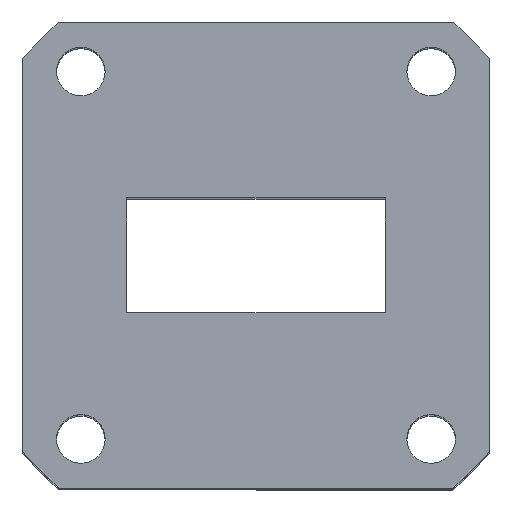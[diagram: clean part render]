
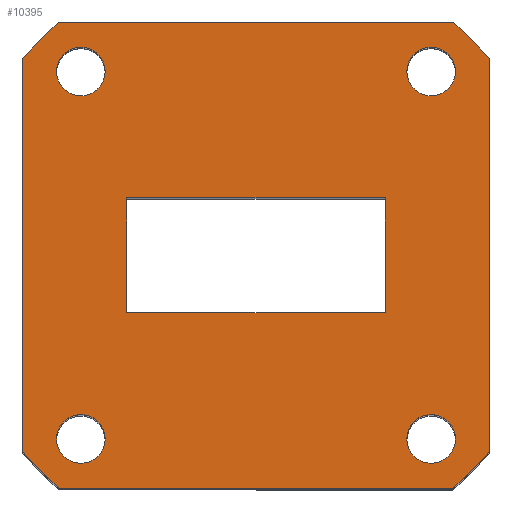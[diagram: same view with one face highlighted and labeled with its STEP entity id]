
A CAD part, top view. The second image highlights one B-rep face of the part: STEP entity #10395.
In plain terms, the highlighted planar face has unit normal (0, 0, 1).
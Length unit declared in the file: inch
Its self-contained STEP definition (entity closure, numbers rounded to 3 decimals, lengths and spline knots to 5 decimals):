
#111 = CARTESIAN_POINT ( 'NONE',  ( 0.6945, -0.64, 0. ) ) ;
#114 = EDGE_CURVE ( 'NONE', #755, #5794, #12317, .T. ) ;
#228 = ORIENTED_EDGE ( 'NONE', *, *, #8090, .F. ) ;
#268 = CARTESIAN_POINT ( 'NONE',  ( -0.45, 0., 0. ) ) ;
#447 = FACE_BOUND ( 'NONE', #5201, .T. ) ;
#582 = LINE ( 'NONE', #3998, #6321 ) ;
#601 = LINE ( 'NONE', #12410, #11777 ) ;
#610 = EDGE_CURVE ( 'NONE', #5039, #4043, #601, .T. ) ;
#755 = VERTEX_POINT ( 'NONE', #9978 ) ;
#875 = VECTOR ( 'NONE', #9543, 39.37008 ) ;
#930 = LINE ( 'NONE', #268, #5819 ) ;
#954 = AXIS2_PLACEMENT_3D ( 'NONE', #7825, #9923, #3450 ) ;
#1001 = DIRECTION ( 'NONE',  ( 1., 0., 0. ) ) ;
#1071 = CARTESIAN_POINT ( 'NONE',  ( -0.68465, -0.8125, 0. ) ) ;
#1108 = FACE_BOUND ( 'NONE', #1826, .T. ) ;
#1116 = CARTESIAN_POINT ( 'NONE',  ( 0., 0., 0. ) ) ;
#1204 = CARTESIAN_POINT ( 'NONE',  ( -0.8125, 0.68465, 0. ) ) ;
#1409 = DIRECTION ( 'NONE',  ( 0., -1., 0. ) ) ;
#1470 = CARTESIAN_POINT ( 'NONE',  ( 0., 0., 0. ) ) ;
#1483 = ORIENTED_EDGE ( 'NONE', *, *, #6165, .F. ) ;
#1651 = EDGE_CURVE ( 'NONE', #10476, #2480, #5803, .T. ) ;
#1687 = DIRECTION ( 'NONE',  ( 0., 0., 1. ) ) ;
#1826 = EDGE_LOOP ( 'NONE', ( #4611 ) ) ;
#1918 = ORIENTED_EDGE ( 'NONE', *, *, #11309, .F. ) ;
#1975 = CARTESIAN_POINT ( 'NONE',  ( 0., -0.8125, 0. ) ) ;
#2164 = EDGE_LOOP ( 'NONE', ( #5874, #7544, #9767, #4721 ) ) ;
#2206 = DIRECTION ( 'NONE',  ( 1., 0., 0. ) ) ;
#2215 = DIRECTION ( 'NONE',  ( 0., 0., 1. ) ) ;
#2378 = CIRCLE ( 'NONE', #954, 1.0625 ) ;
#2467 = PLANE ( 'NONE',  #12797 ) ;
#2480 = VERTEX_POINT ( 'NONE', #11736 ) ;
#2640 = CARTESIAN_POINT ( 'NONE',  ( -0.45, -0.2, 0. ) ) ;
#2781 = CARTESIAN_POINT ( 'NONE',  ( -0.45, 0.2, 0. ) ) ;
#2813 = ORIENTED_EDGE ( 'NONE', *, *, #10594, .F. ) ;
#2949 = AXIS2_PLACEMENT_3D ( 'NONE', #10775, #12878, #1001 ) ;
#2970 = AXIS2_PLACEMENT_3D ( 'NONE', #10484, #2215, #3953 ) ;
#3146 = CARTESIAN_POINT ( 'NONE',  ( 0.8125, 0.68465, 0. ) ) ;
#3152 = DIRECTION ( 'NONE',  ( 0., 0., 1. ) ) ;
#3343 = VERTEX_POINT ( 'NONE', #3146 ) ;
#3450 = DIRECTION ( 'NONE',  ( 1., 0., 0. ) ) ;
#3584 = LINE ( 'NONE', #1975, #875 ) ;
#3875 = DIRECTION ( 'NONE',  ( -1., 0., 0. ) ) ;
#3935 = VERTEX_POINT ( 'NONE', #1071 ) ;
#3953 = DIRECTION ( 'NONE',  ( 1., 0., 0. ) ) ;
#3998 = CARTESIAN_POINT ( 'NONE',  ( 0., 0.2, 0. ) ) ;
#4043 = VERTEX_POINT ( 'NONE', #1204 ) ;
#4056 = DIRECTION ( 'NONE',  ( 1., 0., 0. ) ) ;
#4084 = DIRECTION ( 'NONE',  ( 1., 0., 0. ) ) ;
#4141 = CARTESIAN_POINT ( 'NONE',  ( 0., 0., 0. ) ) ;
#4380 = VERTEX_POINT ( 'NONE', #10553 ) ;
#4464 = CARTESIAN_POINT ( 'NONE',  ( -0.5255, -0.64, 0. ) ) ;
#4611 = ORIENTED_EDGE ( 'NONE', *, *, #7592, .F. ) ;
#4721 = ORIENTED_EDGE ( 'NONE', *, *, #11172, .F. ) ;
#4761 = CARTESIAN_POINT ( 'NONE',  ( 0., -0.2, 0. ) ) ;
#4920 = CIRCLE ( 'NONE', #2949, 1.0625 ) ;
#4980 = FACE_BOUND ( 'NONE', #11584, .T. ) ;
#5039 = VERTEX_POINT ( 'NONE', #12080 ) ;
#5040 = CARTESIAN_POINT ( 'NONE',  ( -0.61, 0.64, 0. ) ) ;
#5111 = LINE ( 'NONE', #4761, #10539 ) ;
#5197 = CIRCLE ( 'NONE', #9490, 1.0625 ) ;
#5201 = EDGE_LOOP ( 'NONE', ( #1918 ) ) ;
#5227 = ORIENTED_EDGE ( 'NONE', *, *, #610, .F. ) ;
#5235 = CARTESIAN_POINT ( 'NONE',  ( 0.8125, 0., 0. ) ) ;
#5483 = AXIS2_PLACEMENT_3D ( 'NONE', #5040, #1687, #10358 ) ;
#5540 = VERTEX_POINT ( 'NONE', #7238 ) ;
#5643 = EDGE_CURVE ( 'NONE', #3935, #5039, #4920, .T. ) ;
#5794 = VERTEX_POINT ( 'NONE', #11931 ) ;
#5803 = CIRCLE ( 'NONE', #12056, 1.0625 ) ;
#5819 = VECTOR ( 'NONE', #1409, 39.37008 ) ;
#5874 = ORIENTED_EDGE ( 'NONE', *, *, #6838, .F. ) ;
#6059 = EDGE_CURVE ( 'NONE', #11264, #11264, #11010, .T. ) ;
#6158 = FACE_OUTER_BOUND ( 'NONE', #10319, .T. ) ;
#6165 = EDGE_CURVE ( 'NONE', #2480, #3935, #3584, .T. ) ;
#6241 = ORIENTED_EDGE ( 'NONE', *, *, #7989, .F. ) ;
#6255 = LINE ( 'NONE', #12987, #9476 ) ;
#6321 = VECTOR ( 'NONE', #7398, 39.37008 ) ;
#6359 = EDGE_CURVE ( 'NONE', #5794, #3343, #2378, .T. ) ;
#6486 = DIRECTION ( 'NONE',  ( 0., 1., 0. ) ) ;
#6740 = CIRCLE ( 'NONE', #5483, 0.0845 ) ;
#6781 = ORIENTED_EDGE ( 'NONE', *, *, #6059, .F. ) ;
#6838 = EDGE_CURVE ( 'NONE', #5540, #4380, #6255, .T. ) ;
#7238 = CARTESIAN_POINT ( 'NONE',  ( 0.45, -0.2, 0. ) ) ;
#7398 = DIRECTION ( 'NONE',  ( -1., 0., 0. ) ) ;
#7541 = VERTEX_POINT ( 'NONE', #7641 ) ;
#7544 = ORIENTED_EDGE ( 'NONE', *, *, #12005, .F. ) ;
#7592 = EDGE_CURVE ( 'NONE', #7541, #7541, #6740, .T. ) ;
#7641 = CARTESIAN_POINT ( 'NONE',  ( -0.5255, 0.64, 0. ) ) ;
#7756 = DIRECTION ( 'NONE',  ( 0., 0., -1. ) ) ;
#7815 = VERTEX_POINT ( 'NONE', #2640 ) ;
#7825 = CARTESIAN_POINT ( 'NONE',  ( 0., 0., 0. ) ) ;
#7989 = EDGE_CURVE ( 'NONE', #8563, #8563, #8261, .T. ) ;
#8077 = DIRECTION ( 'NONE',  ( 1., 0., 0. ) ) ;
#8090 = EDGE_CURVE ( 'NONE', #4043, #755, #5197, .T. ) ;
#8119 = DIRECTION ( 'NONE',  ( 0., 0., 1. ) ) ;
#8174 = EDGE_LOOP ( 'NONE', ( #6241 ) ) ;
#8261 = CIRCLE ( 'NONE', #2970, 0.0845 ) ;
#8548 = AXIS2_PLACEMENT_3D ( 'NONE', #13441, #8119, #9345 ) ;
#8563 = VERTEX_POINT ( 'NONE', #9782 ) ;
#8576 = ORIENTED_EDGE ( 'NONE', *, *, #5643, .F. ) ;
#8670 = DIRECTION ( 'NONE',  ( 0., 0., -1. ) ) ;
#9306 = VERTEX_POINT ( 'NONE', #2781 ) ;
#9337 = AXIS2_PLACEMENT_3D ( 'NONE', #9765, #3152, #10749 ) ;
#9345 = DIRECTION ( 'NONE',  ( 1., 0., 0. ) ) ;
#9406 = VECTOR ( 'NONE', #4084, 39.37008 ) ;
#9476 = VECTOR ( 'NONE', #6486, 39.37008 ) ;
#9490 = AXIS2_PLACEMENT_3D ( 'NONE', #4141, #13865, #4056 ) ;
#9543 = DIRECTION ( 'NONE',  ( -1., 0., 0. ) ) ;
#9765 = CARTESIAN_POINT ( 'NONE',  ( 0.61, -0.64, 0. ) ) ;
#9767 = ORIENTED_EDGE ( 'NONE', *, *, #12379, .F. ) ;
#9782 = CARTESIAN_POINT ( 'NONE',  ( 0.6945, 0.64, 0. ) ) ;
#9923 = DIRECTION ( 'NONE',  ( 0., 0., -1. ) ) ;
#9978 = CARTESIAN_POINT ( 'NONE',  ( -0.68465, 0.8125, 0. ) ) ;
#10319 = EDGE_LOOP ( 'NONE', ( #5227, #8576, #1483, #12421, #2813, #13872, #10929, #228 ) ) ;
#10358 = DIRECTION ( 'NONE',  ( 1., 0., 0. ) ) ;
#10395 = ADVANCED_FACE ( 'NONE', ( #6158, #10409, #4980, #447, #13657, #1108 ), #2467, .F. ) ;
#10409 = FACE_BOUND ( 'NONE', #2164, .T. ) ;
#10476 = VERTEX_POINT ( 'NONE', #12500 ) ;
#10484 = CARTESIAN_POINT ( 'NONE',  ( 0.61, 0.64, 0. ) ) ;
#10539 = VECTOR ( 'NONE', #8077, 39.37008 ) ;
#10553 = CARTESIAN_POINT ( 'NONE',  ( 0.45, 0.2, 0. ) ) ;
#10558 = CIRCLE ( 'NONE', #9337, 0.0845 ) ;
#10594 = EDGE_CURVE ( 'NONE', #3343, #10476, #12963, .T. ) ;
#10677 = DIRECTION ( 'NONE',  ( 0., -1., 0. ) ) ;
#10749 = DIRECTION ( 'NONE',  ( 1., 0., 0. ) ) ;
#10775 = CARTESIAN_POINT ( 'NONE',  ( 0., 0., 0. ) ) ;
#10929 = ORIENTED_EDGE ( 'NONE', *, *, #114, .F. ) ;
#11010 = CIRCLE ( 'NONE', #8548, 0.0845 ) ;
#11172 = EDGE_CURVE ( 'NONE', #4380, #9306, #582, .T. ) ;
#11264 = VERTEX_POINT ( 'NONE', #4464 ) ;
#11309 = EDGE_CURVE ( 'NONE', #12641, #12641, #10558, .T. ) ;
#11584 = EDGE_LOOP ( 'NONE', ( #6781 ) ) ;
#11736 = CARTESIAN_POINT ( 'NONE',  ( 0.68465, -0.8125, 0. ) ) ;
#11777 = VECTOR ( 'NONE', #12638, 39.37008 ) ;
#11931 = CARTESIAN_POINT ( 'NONE',  ( 0.68465, 0.8125, 0. ) ) ;
#12005 = EDGE_CURVE ( 'NONE', #7815, #5540, #5111, .T. ) ;
#12056 = AXIS2_PLACEMENT_3D ( 'NONE', #1116, #8670, #2206 ) ;
#12080 = CARTESIAN_POINT ( 'NONE',  ( -0.8125, -0.68465, 0. ) ) ;
#12317 = LINE ( 'NONE', #13940, #9406 ) ;
#12379 = EDGE_CURVE ( 'NONE', #9306, #7815, #930, .T. ) ;
#12410 = CARTESIAN_POINT ( 'NONE',  ( -0.8125, 0., 0. ) ) ;
#12421 = ORIENTED_EDGE ( 'NONE', *, *, #1651, .F. ) ;
#12500 = CARTESIAN_POINT ( 'NONE',  ( 0.8125, -0.68465, 0. ) ) ;
#12638 = DIRECTION ( 'NONE',  ( 0., 1., 0. ) ) ;
#12641 = VERTEX_POINT ( 'NONE', #111 ) ;
#12797 = AXIS2_PLACEMENT_3D ( 'NONE', #1470, #7756, #3875 ) ;
#12878 = DIRECTION ( 'NONE',  ( 0., 0., -1. ) ) ;
#12963 = LINE ( 'NONE', #5235, #13469 ) ;
#12987 = CARTESIAN_POINT ( 'NONE',  ( 0.45, 0., 0. ) ) ;
#13441 = CARTESIAN_POINT ( 'NONE',  ( -0.61, -0.64, 0. ) ) ;
#13469 = VECTOR ( 'NONE', #10677, 39.37008 ) ;
#13657 = FACE_BOUND ( 'NONE', #8174, .T. ) ;
#13865 = DIRECTION ( 'NONE',  ( 0., 0., -1. ) ) ;
#13872 = ORIENTED_EDGE ( 'NONE', *, *, #6359, .F. ) ;
#13940 = CARTESIAN_POINT ( 'NONE',  ( 0., 0.8125, 0. ) ) ;
